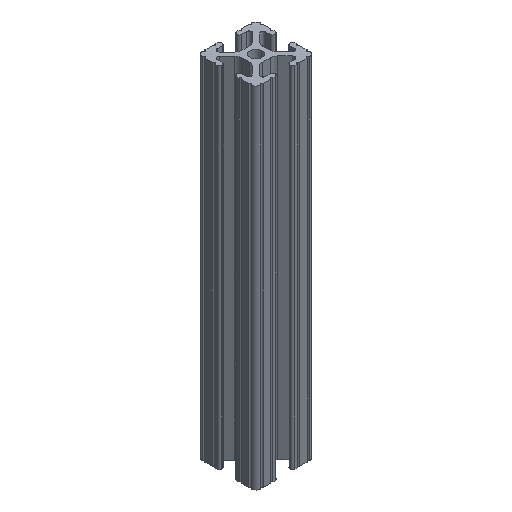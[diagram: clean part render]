
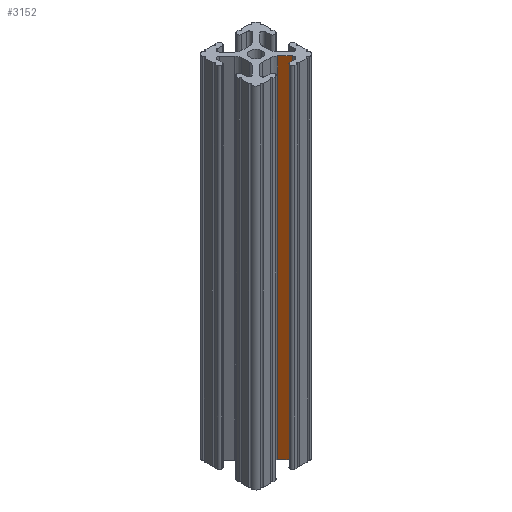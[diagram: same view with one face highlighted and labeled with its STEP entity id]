
A CAD part, isometric view. The second image highlights one B-rep face of the part: STEP entity #3152.
In plain terms, the highlighted planar face has unit normal (-0.707, -0.708, 0).
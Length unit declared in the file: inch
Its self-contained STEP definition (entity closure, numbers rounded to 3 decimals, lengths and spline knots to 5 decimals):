
#115 = VECTOR ( 'NONE', #2141, 39.37008 ) ;
#150 = AXIS2_PLACEMENT_3D ( 'NONE', #652, #3272, #1554 ) ;
#165 = ORIENTED_EDGE ( 'NONE', *, *, #3564, .T. ) ;
#174 = VERTEX_POINT ( 'NONE', #3565 ) ;
#224 = CARTESIAN_POINT ( 'NONE',  ( 0.1556, -0.21353, 3. ) ) ;
#382 = VECTOR ( 'NONE', #2584, 39.37008 ) ;
#581 = EDGE_CURVE ( 'NONE', #3337, #1008, #2582, .T. ) ;
#652 = CARTESIAN_POINT ( 'NONE',  ( 0.1556, -0.21353, 3. ) ) ;
#684 = DIRECTION ( 'NONE',  ( 0., 0., -1. ) ) ;
#710 = FACE_OUTER_BOUND ( 'NONE', #2160, .T. ) ;
#851 = CARTESIAN_POINT ( 'NONE',  ( 0.28266, -0.34036, -3. ) ) ;
#1005 = ORIENTED_EDGE ( 'NONE', *, *, #3499, .F. ) ;
#1008 = VERTEX_POINT ( 'NONE', #3562 ) ;
#1147 = VECTOR ( 'NONE', #684, 39.37008 ) ;
#1265 = PLANE ( 'NONE',  #150 ) ;
#1279 = CARTESIAN_POINT ( 'NONE',  ( 0.1556, -0.21353, 3. ) ) ;
#1554 = DIRECTION ( 'NONE',  ( -0.708, 0.706, 0. ) ) ;
#1972 = CARTESIAN_POINT ( 'NONE',  ( 0.1556, -0.21353, -3. ) ) ;
#2011 = DIRECTION ( 'NONE',  ( 0.708, -0.706, 0. ) ) ;
#2048 = LINE ( 'NONE', #1972, #3397 ) ;
#2130 = CARTESIAN_POINT ( 'NONE',  ( 0.1556, -0.21353, 3. ) ) ;
#2141 = DIRECTION ( 'NONE',  ( 0., 0., -1. ) ) ;
#2160 = EDGE_LOOP ( 'NONE', ( #3268, #165, #2369, #1005 ) ) ;
#2369 = ORIENTED_EDGE ( 'NONE', *, *, #3284, .F. ) ;
#2498 = LINE ( 'NONE', #3004, #115 ) ;
#2582 = LINE ( 'NONE', #2130, #1147 ) ;
#2584 = DIRECTION ( 'NONE',  ( 0.708, -0.706, 0. ) ) ;
#2960 = VERTEX_POINT ( 'NONE', #851 ) ;
#3004 = CARTESIAN_POINT ( 'NONE',  ( 0.28266, -0.34036, 3. ) ) ;
#3152 = ADVANCED_FACE ( 'NONE', ( #710 ), #1265, .F. ) ;
#3226 = LINE ( 'NONE', #224, #382 ) ;
#3268 = ORIENTED_EDGE ( 'NONE', *, *, #581, .T. ) ;
#3272 = DIRECTION ( 'NONE',  ( 0.706, 0.708, 0. ) ) ;
#3284 = EDGE_CURVE ( 'NONE', #174, #2960, #2498, .T. ) ;
#3337 = VERTEX_POINT ( 'NONE', #1279 ) ;
#3397 = VECTOR ( 'NONE', #2011, 39.37008 ) ;
#3499 = EDGE_CURVE ( 'NONE', #3337, #174, #3226, .T. ) ;
#3562 = CARTESIAN_POINT ( 'NONE',  ( 0.1556, -0.21353, -3. ) ) ;
#3564 = EDGE_CURVE ( 'NONE', #1008, #2960, #2048, .T. ) ;
#3565 = CARTESIAN_POINT ( 'NONE',  ( 0.28266, -0.34036, 3. ) ) ;
